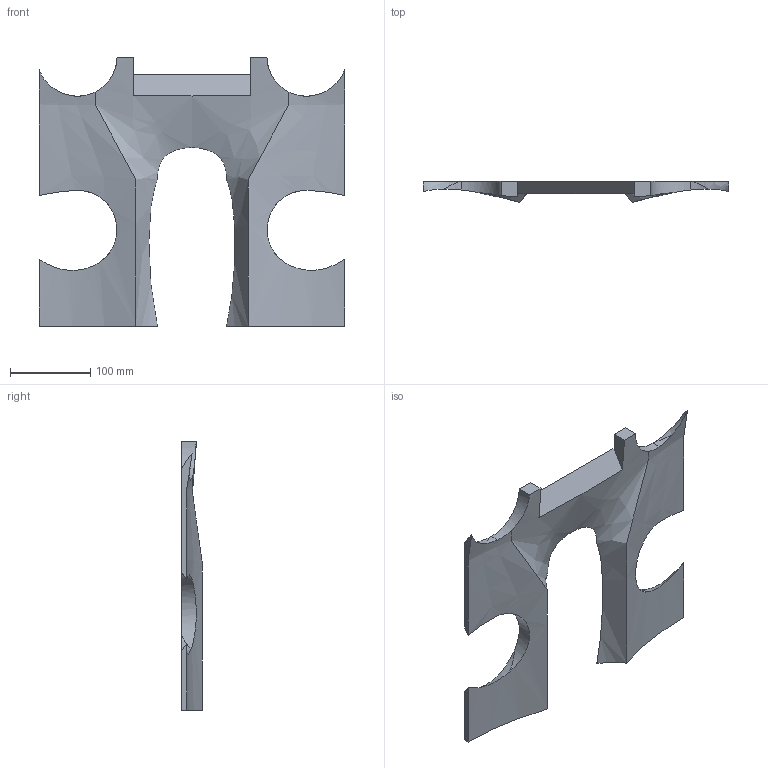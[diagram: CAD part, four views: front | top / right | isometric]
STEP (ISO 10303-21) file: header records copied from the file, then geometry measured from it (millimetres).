
FILE_DESCRIPTION (( 'STEP AP214' ), '1' );
FILE_NAME ('Foam Middle.STEP', '2016-04-14T14:41:40', ( '' ), ( '' ), 'SwSTEP 2.0', 'SolidWorks 2015', '' );
FILE_SCHEMA (( 'AUTOMOTIVE_DESIGN' ));
Length unit declared in the file: inch
Products named in the file (1): Foam Middle
Bounding box: 381 x 25.74 x 335.49 mm (x, y, z)
Volume: 941660.1 mm3; surface area: 183156.5 mm2
Topology: 1 solids, 1 shells, 27 faces, 75 edges, 50 vertices
Faces by surface type: plane 12, bspline 9, cylinder 6
Entity records: 8797 total; most frequent: CARTESIAN_POINT 8172, ORIENTED_EDGE 150, DIRECTION 79, EDGE_CURVE 75, VERTEX_POINT 50, B_SPLINE_CURVE_WITH_KNOTS 44, AXIS2_PLACEMENT_3D 29, EDGE_LOOP 27
